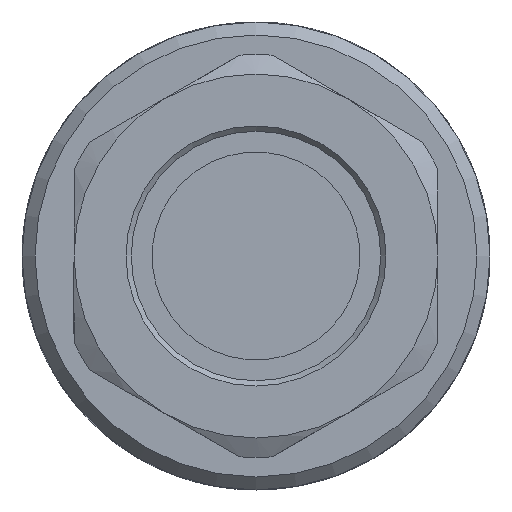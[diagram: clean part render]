
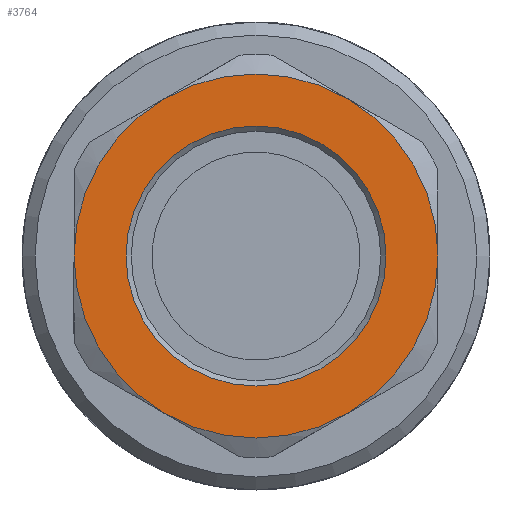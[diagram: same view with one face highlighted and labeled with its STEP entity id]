
A CAD part, front view. The second image highlights one B-rep face of the part: STEP entity #3764.
In plain terms, the highlighted planar face has unit normal (0, -1, 0).
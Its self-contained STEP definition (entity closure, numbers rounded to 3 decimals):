
#79=FACE_BOUND('',#710,.T.);
#200=PLANE('',#4274);
#461=FACE_OUTER_BOUND('',#709,.T.);
#709=EDGE_LOOP('',(#3406,#3407,#3408,#3409,#3410,#3411));
#710=EDGE_LOOP('',(#3412));
#929=CIRCLE('',#4147,5.);
#1000=CIRCLE('',#4275,7.);
#1001=CIRCLE('',#4276,7.);
#1002=CIRCLE('',#4277,7.);
#1003=CIRCLE('',#4278,7.);
#1004=CIRCLE('',#4279,7.);
#1005=CIRCLE('',#4280,7.);
#1752=VERTEX_POINT('',#8035);
#1824=VERTEX_POINT('',#8314);
#1825=VERTEX_POINT('',#8315);
#1826=VERTEX_POINT('',#8317);
#1827=VERTEX_POINT('',#8319);
#1828=VERTEX_POINT('',#8321);
#1829=VERTEX_POINT('',#8323);
#2248=EDGE_CURVE('',#1752,#1752,#929,.T.);
#2358=EDGE_CURVE('',#1824,#1825,#1000,.T.);
#2359=EDGE_CURVE('',#1826,#1824,#1001,.T.);
#2360=EDGE_CURVE('',#1827,#1826,#1002,.T.);
#2361=EDGE_CURVE('',#1828,#1827,#1003,.T.);
#2362=EDGE_CURVE('',#1829,#1828,#1004,.T.);
#2363=EDGE_CURVE('',#1825,#1829,#1005,.T.);
#3406=ORIENTED_EDGE('',*,*,#2358,.F.);
#3407=ORIENTED_EDGE('',*,*,#2359,.F.);
#3408=ORIENTED_EDGE('',*,*,#2360,.F.);
#3409=ORIENTED_EDGE('',*,*,#2361,.F.);
#3410=ORIENTED_EDGE('',*,*,#2362,.F.);
#3411=ORIENTED_EDGE('',*,*,#2363,.F.);
#3412=ORIENTED_EDGE('',*,*,#2248,.T.);
#3764=ADVANCED_FACE('',(#461,#79),#200,.T.);
#4147=AXIS2_PLACEMENT_3D('',#8037,#5186,#5187);
#4274=AXIS2_PLACEMENT_3D('',#8313,#5472,#5473);
#4275=AXIS2_PLACEMENT_3D('',#8316,#5474,#5475);
#4276=AXIS2_PLACEMENT_3D('',#8318,#5476,#5477);
#4277=AXIS2_PLACEMENT_3D('',#8320,#5478,#5479);
#4278=AXIS2_PLACEMENT_3D('',#8322,#5480,#5481);
#4279=AXIS2_PLACEMENT_3D('',#8324,#5482,#5483);
#4280=AXIS2_PLACEMENT_3D('',#8325,#5484,#5485);
#5186=DIRECTION('center_axis',(0.,1.,0.));
#5187=DIRECTION('ref_axis',(-0.5,0.,-0.866));
#5472=DIRECTION('center_axis',(0.,-1.,0.));
#5473=DIRECTION('ref_axis',(-0.5,0.,-0.866));
#5474=DIRECTION('center_axis',(0.,1.,0.));
#5475=DIRECTION('ref_axis',(0.5,0.,0.866));
#5476=DIRECTION('center_axis',(0.,1.,0.));
#5477=DIRECTION('ref_axis',(0.5,0.,0.866));
#5478=DIRECTION('center_axis',(0.,1.,0.));
#5479=DIRECTION('ref_axis',(0.5,0.,0.866));
#5480=DIRECTION('center_axis',(0.,1.,0.));
#5481=DIRECTION('ref_axis',(0.5,0.,0.866));
#5482=DIRECTION('center_axis',(0.,1.,0.));
#5483=DIRECTION('ref_axis',(0.5,0.,0.866));
#5484=DIRECTION('center_axis',(0.,1.,0.));
#5485=DIRECTION('ref_axis',(0.5,0.,0.866));
#8035=CARTESIAN_POINT('',(212.5,-45.001,4.33));
#8037=CARTESIAN_POINT('Origin',(210.,-45.001,0.));
#8313=CARTESIAN_POINT('Origin',(210.,-45.001,0.));
#8314=CARTESIAN_POINT('',(206.5,-45.001,-6.062));
#8315=CARTESIAN_POINT('',(203.,-45.001,0.));
#8316=CARTESIAN_POINT('Origin',(210.,-45.001,0.));
#8317=CARTESIAN_POINT('',(213.5,-45.001,-6.062));
#8318=CARTESIAN_POINT('Origin',(210.,-45.001,0.));
#8319=CARTESIAN_POINT('',(217.,-45.001,0.));
#8320=CARTESIAN_POINT('Origin',(210.,-45.001,0.));
#8321=CARTESIAN_POINT('',(213.5,-45.001,6.062));
#8322=CARTESIAN_POINT('Origin',(210.,-45.001,0.));
#8323=CARTESIAN_POINT('',(206.5,-45.001,6.062));
#8324=CARTESIAN_POINT('Origin',(210.,-45.001,0.));
#8325=CARTESIAN_POINT('Origin',(210.,-45.001,0.));
